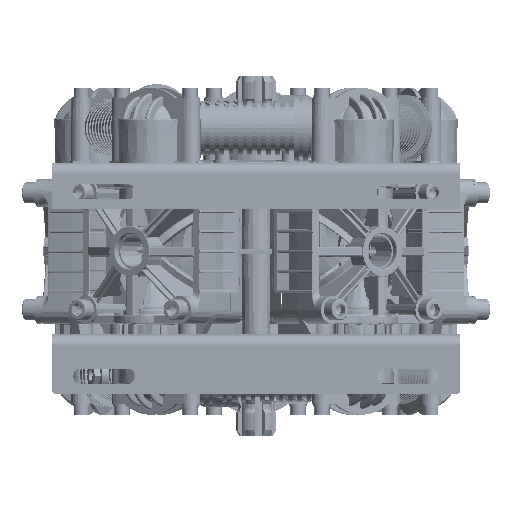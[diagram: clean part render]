
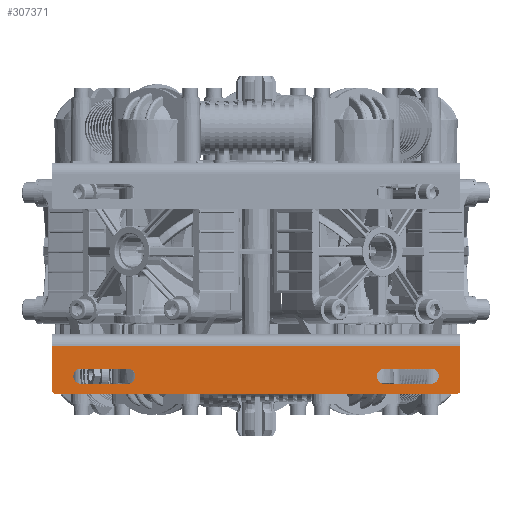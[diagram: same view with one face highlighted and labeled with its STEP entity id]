
A CAD part, front view. The second image highlights one B-rep face of the part: STEP entity #307371.
In plain terms, the highlighted planar face has unit normal (0, -1, 0).
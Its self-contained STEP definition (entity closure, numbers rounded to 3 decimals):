
#2091 = CIRCLE ( 'NONE', #312510, 6.5 ) ;
#3677 = DIRECTION ( 'NONE',  ( 0., 1., 0. ) ) ;
#4983 = ORIENTED_EDGE ( 'NONE', *, *, #42068, .F. ) ;
#7742 = VERTEX_POINT ( 'NONE', #37527 ) ;
#9617 = CIRCLE ( 'NONE', #135233, 6.5 ) ;
#12110 = DIRECTION ( 'NONE',  ( 0., -1., 0. ) ) ;
#13451 = VECTOR ( 'NONE', #362550, 1000. ) ;
#16242 = EDGE_CURVE ( 'NONE', #302894, #126633, #218406, .T. ) ;
#17223 = ORIENTED_EDGE ( 'NONE', *, *, #16242, .F. ) ;
#23469 = DIRECTION ( 'NONE',  ( 1., 0., 0. ) ) ;
#26649 = DIRECTION ( 'NONE',  ( 0., -1., 0. ) ) ;
#34855 = DIRECTION ( 'NONE',  ( -1., 0., 0. ) ) ;
#36260 = EDGE_CURVE ( 'NONE', #320450, #374044, #343535, .T. ) ;
#37527 = CARTESIAN_POINT ( 'NONE',  ( -149.974, -200.048, -113.5 ) ) ;
#42068 = EDGE_CURVE ( 'NONE', #374044, #102702, #113960, .T. ) ;
#43281 = DIRECTION ( 'NONE',  ( -1., 0., 0. ) ) ;
#46926 = ORIENTED_EDGE ( 'NONE', *, *, #285280, .F. ) ;
#55519 = ORIENTED_EDGE ( 'NONE', *, *, #293581, .T. ) ;
#55676 = EDGE_CURVE ( 'NONE', #126633, #66063, #63959, .T. ) ;
#57085 = DIRECTION ( 'NONE',  ( 1., 0., 0. ) ) ;
#63959 = CIRCLE ( 'NONE', #320316, 6.5 ) ;
#66063 = VERTEX_POINT ( 'NONE', #283358 ) ;
#67384 = VERTEX_POINT ( 'NONE', #73674 ) ;
#69349 = CARTESIAN_POINT ( 'NONE',  ( -109.974, -200.035, -107. ) ) ;
#70648 = DIRECTION ( 'NONE',  ( -1., 0., 0. ) ) ;
#70678 = CARTESIAN_POINT ( 'NONE',  ( -174.974, -200.056, -81. ) ) ;
#71653 = EDGE_CURVE ( 'NONE', #96145, #265058, #291669, .T. ) ;
#73674 = CARTESIAN_POINT ( 'NONE',  ( 175.026, -199.944, -119. ) ) ;
#74962 = DIRECTION ( 'NONE',  ( -1., 0., 0. ) ) ;
#75014 = VERTEX_POINT ( 'NONE', #78366 ) ;
#75809 = VECTOR ( 'NONE', #57085, 1000. ) ;
#76557 = EDGE_CURVE ( 'NONE', #75014, #302894, #219356, .T. ) ;
#78366 = CARTESIAN_POINT ( 'NONE',  ( 150.026, -199.952, -100.5 ) ) ;
#82782 = CARTESIAN_POINT ( 'NONE',  ( -174.974, -200.056, -119. ) ) ;
#84006 = ORIENTED_EDGE ( 'NONE', *, *, #133399, .F. ) ;
#84672 = EDGE_CURVE ( 'NONE', #66063, #284189, #253613, .T. ) ;
#86048 = EDGE_LOOP ( 'NONE', ( #311920, #87473, #84006, #160050, #194313, #55519 ) ) ;
#87473 = ORIENTED_EDGE ( 'NONE', *, *, #189566, .F. ) ;
#89636 = ORIENTED_EDGE ( 'NONE', *, *, #55676, .F. ) ;
#95300 = CARTESIAN_POINT ( 'NONE',  ( -174.974, -200.056, -71. ) ) ;
#96145 = VERTEX_POINT ( 'NONE', #321197 ) ;
#102702 = VERTEX_POINT ( 'NONE', #220780 ) ;
#104943 = ORIENTED_EDGE ( 'NONE', *, *, #84672, .F. ) ;
#105751 = AXIS2_PLACEMENT_3D ( 'NONE', #69349, #184669, #70648 ) ;
#112528 = EDGE_CURVE ( 'NONE', #226092, #67384, #371313, .T. ) ;
#113960 = LINE ( 'NONE', #336975, #211216 ) ;
#116071 = PLANE ( 'NONE',  #134419 ) ;
#118010 = DIRECTION ( 'NONE',  ( 0., 0., -1. ) ) ;
#118339 = CARTESIAN_POINT ( 'NONE',  ( -156.474, -200.05, -107. ) ) ;
#122887 = VERTEX_POINT ( 'NONE', #161687 ) ;
#123741 = CARTESIAN_POINT ( 'NONE',  ( 175.026, -199.944, -81. ) ) ;
#126633 = VERTEX_POINT ( 'NONE', #165696 ) ;
#132507 = DIRECTION ( 'NONE',  ( -1., 0., 0. ) ) ;
#132603 = CARTESIAN_POINT ( 'NONE',  ( -149.974, -200.048, -107. ) ) ;
#133399 = EDGE_CURVE ( 'NONE', #67384, #122887, #292732, .T. ) ;
#134419 = AXIS2_PLACEMENT_3D ( 'NONE', #238198, #3677, #43281 ) ;
#135233 = AXIS2_PLACEMENT_3D ( 'NONE', #297398, #26649, #266356 ) ;
#137644 = CARTESIAN_POINT ( 'NONE',  ( 110.026, -199.965, -100.5 ) ) ;
#139421 = CARTESIAN_POINT ( 'NONE',  ( 172.026, -199.945, -119. ) ) ;
#142061 = CARTESIAN_POINT ( 'NONE',  ( -149.974, -200.048, -107. ) ) ;
#144626 = DIRECTION ( 'NONE',  ( -1., 0., 0. ) ) ;
#157281 = EDGE_CURVE ( 'NONE', #102702, #319032, #2091, .T. ) ;
#159040 = EDGE_LOOP ( 'NONE', ( #329484, #46926, #297569, #367526, #4983 ) ) ;
#160050 = ORIENTED_EDGE ( 'NONE', *, *, #112528, .F. ) ;
#161687 = CARTESIAN_POINT ( 'NONE',  ( 172.026, -199.945, -122. ) ) ;
#165696 = CARTESIAN_POINT ( 'NONE',  ( 103.526, -199.967, -107. ) ) ;
#180395 = LINE ( 'NONE', #95300, #221444 ) ;
#184669 = DIRECTION ( 'NONE',  ( 0., -1., 0. ) ) ;
#185043 = EDGE_CURVE ( 'NONE', #284189, #75014, #9617, .T. ) ;
#188396 = DIRECTION ( 'NONE',  ( -1., 0., 0. ) ) ;
#189279 = DIRECTION ( 'NONE',  ( -1., 0., 0. ) ) ;
#189566 = EDGE_CURVE ( 'NONE', #122887, #96145, #258768, .T. ) ;
#194313 = ORIENTED_EDGE ( 'NONE', *, *, #231078, .F. ) ;
#194517 = DIRECTION ( 'NONE',  ( 0., -1., 0. ) ) ;
#200337 = DIRECTION ( 'NONE',  ( 0., 1., 0. ) ) ;
#210237 = AXIS2_PLACEMENT_3D ( 'NONE', #281904, #276842, #249596 ) ;
#211216 = VECTOR ( 'NONE', #189279, 1000. ) ;
#213247 = CARTESIAN_POINT ( 'NONE',  ( -109.974, -200.035, -100.5 ) ) ;
#218406 = CIRCLE ( 'NONE', #210237, 6.5 ) ;
#219356 = LINE ( 'NONE', #291451, #367725 ) ;
#220780 = CARTESIAN_POINT ( 'NONE',  ( -149.974, -200.048, -100.5 ) ) ;
#220790 = AXIS2_PLACEMENT_3D ( 'NONE', #142061, #351992, #144626 ) ;
#221444 = VECTOR ( 'NONE', #356965, 1000. ) ;
#225101 = CARTESIAN_POINT ( 'NONE',  ( -171.974, -200.055, -119. ) ) ;
#226092 = VERTEX_POINT ( 'NONE', #123741 ) ;
#228208 = CARTESIAN_POINT ( 'NONE',  ( 0.026, -200., -113.5 ) ) ;
#228864 = CIRCLE ( 'NONE', #220790, 6.5 ) ;
#231078 = EDGE_CURVE ( 'NONE', #266126, #226092, #277796, .T. ) ;
#232145 = ORIENTED_EDGE ( 'NONE', *, *, #76557, .F. ) ;
#233286 = CARTESIAN_POINT ( 'NONE',  ( 0.026, -200., -113.5 ) ) ;
#238198 = CARTESIAN_POINT ( 'NONE',  ( 0.026, -200., -71. ) ) ;
#240991 = AXIS2_PLACEMENT_3D ( 'NONE', #139421, #200337, #315653 ) ;
#242875 = FACE_OUTER_BOUND ( 'NONE', #86048, .T. ) ;
#243848 = CARTESIAN_POINT ( 'NONE',  ( 150.026, -199.952, -113.5 ) ) ;
#249596 = DIRECTION ( 'NONE',  ( -1., 0., 0. ) ) ;
#251133 = DIRECTION ( 'NONE',  ( 0., 1., 0. ) ) ;
#253613 = LINE ( 'NONE', #228208, #258088 ) ;
#258088 = VECTOR ( 'NONE', #23469, 1000. ) ;
#258768 = LINE ( 'NONE', #351230, #277382 ) ;
#265058 = VERTEX_POINT ( 'NONE', #82782 ) ;
#266126 = VERTEX_POINT ( 'NONE', #70678 ) ;
#266303 = FACE_BOUND ( 'NONE', #382038, .T. ) ;
#266356 = DIRECTION ( 'NONE',  ( -1., 0., 0. ) ) ;
#274500 = EDGE_CURVE ( 'NONE', #319032, #7742, #228864, .T. ) ;
#276842 = DIRECTION ( 'NONE',  ( 0., -1., 0. ) ) ;
#277382 = VECTOR ( 'NONE', #355018, 1000. ) ;
#277796 = LINE ( 'NONE', #360004, #13451 ) ;
#281904 = CARTESIAN_POINT ( 'NONE',  ( 110.026, -199.965, -107. ) ) ;
#283358 = CARTESIAN_POINT ( 'NONE',  ( 110.026, -199.965, -113.5 ) ) ;
#284189 = VERTEX_POINT ( 'NONE', #243848 ) ;
#285280 = EDGE_CURVE ( 'NONE', #7742, #320450, #353970, .T. ) ;
#291451 = CARTESIAN_POINT ( 'NONE',  ( 0.026, -200., -100.5 ) ) ;
#291669 = CIRCLE ( 'NONE', #355403, 3. ) ;
#292732 = CIRCLE ( 'NONE', #240991, 3. ) ;
#293581 = EDGE_CURVE ( 'NONE', #266126, #265058, #180395, .T. ) ;
#297051 = ORIENTED_EDGE ( 'NONE', *, *, #185043, .F. ) ;
#297398 = CARTESIAN_POINT ( 'NONE',  ( 150.026, -199.952, -107. ) ) ;
#297569 = ORIENTED_EDGE ( 'NONE', *, *, #274500, .F. ) ;
#302894 = VERTEX_POINT ( 'NONE', #137644 ) ;
#307371 = ADVANCED_FACE ( 'NONE', ( #242875, #367502, #266303 ), #116071, .F. ) ;
#309094 = CARTESIAN_POINT ( 'NONE',  ( -109.974, -200.035, -113.5 ) ) ;
#309957 = CARTESIAN_POINT ( 'NONE',  ( 110.026, -199.965, -107. ) ) ;
#311073 = VECTOR ( 'NONE', #118010, 1000. ) ;
#311920 = ORIENTED_EDGE ( 'NONE', *, *, #71653, .F. ) ;
#312510 = AXIS2_PLACEMENT_3D ( 'NONE', #132603, #12110, #188396 ) ;
#315653 = DIRECTION ( 'NONE',  ( -1., 0., 0. ) ) ;
#319032 = VERTEX_POINT ( 'NONE', #118339 ) ;
#320316 = AXIS2_PLACEMENT_3D ( 'NONE', #309957, #194517, #132507 ) ;
#320450 = VERTEX_POINT ( 'NONE', #309094 ) ;
#321197 = CARTESIAN_POINT ( 'NONE',  ( -171.974, -200.055, -122. ) ) ;
#329484 = ORIENTED_EDGE ( 'NONE', *, *, #36260, .F. ) ;
#336975 = CARTESIAN_POINT ( 'NONE',  ( 0.026, -200., -100.5 ) ) ;
#343535 = CIRCLE ( 'NONE', #105751, 6.5 ) ;
#351230 = CARTESIAN_POINT ( 'NONE',  ( 0.026, -200., -122. ) ) ;
#351992 = DIRECTION ( 'NONE',  ( 0., -1., 0. ) ) ;
#353970 = LINE ( 'NONE', #233286, #75809 ) ;
#355018 = DIRECTION ( 'NONE',  ( -1., 0., 0. ) ) ;
#355403 = AXIS2_PLACEMENT_3D ( 'NONE', #225101, #251133, #74962 ) ;
#356965 = DIRECTION ( 'NONE',  ( 0., 0., -1. ) ) ;
#360004 = CARTESIAN_POINT ( 'NONE',  ( 0.026, -200., -81. ) ) ;
#362550 = DIRECTION ( 'NONE',  ( 1., 0., 0. ) ) ;
#367502 = FACE_BOUND ( 'NONE', #159040, .T. ) ;
#367526 = ORIENTED_EDGE ( 'NONE', *, *, #157281, .F. ) ;
#367725 = VECTOR ( 'NONE', #34855, 1000. ) ;
#371313 = LINE ( 'NONE', #377130, #311073 ) ;
#374044 = VERTEX_POINT ( 'NONE', #213247 ) ;
#377130 = CARTESIAN_POINT ( 'NONE',  ( 175.026, -199.944, -71. ) ) ;
#382038 = EDGE_LOOP ( 'NONE', ( #297051, #104943, #89636, #17223, #232145 ) ) ;
